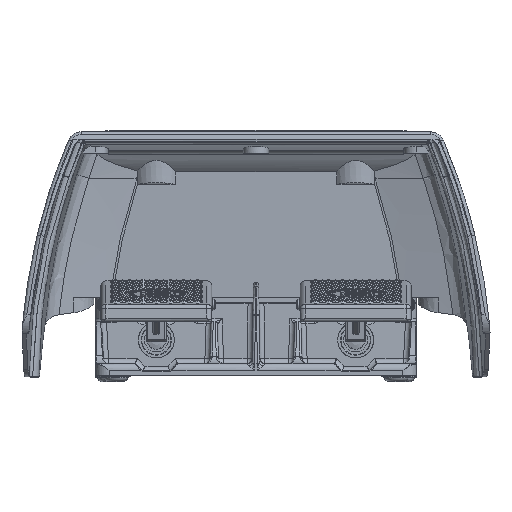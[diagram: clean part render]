
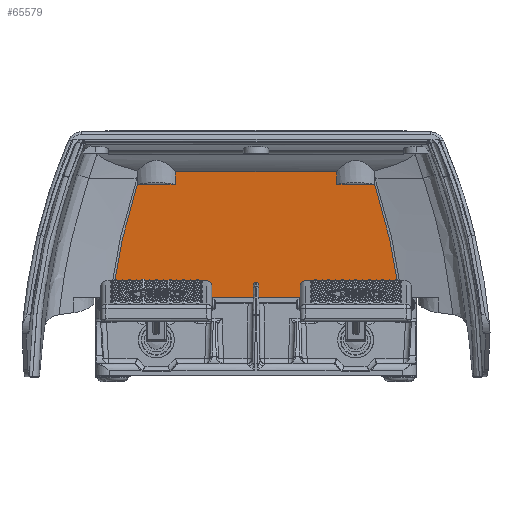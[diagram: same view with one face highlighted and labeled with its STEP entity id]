
A CAD part, top view. The second image highlights one B-rep face of the part: STEP entity #65579.
In plain terms, the highlighted planar face has unit normal (0, -0.035, 0.999).
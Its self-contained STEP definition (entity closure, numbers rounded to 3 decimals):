
#517=DIRECTION('',(1.,0.,0.));
#518=VECTOR('',#517,170.655);
#519=CARTESIAN_POINT('',(-85.327,46.,-99.));
#520=LINE('',#519,#518);
#589=CARTESIAN_POINT('',(-85.327,46.,-99.));
#590=CARTESIAN_POINT('',(-85.097,47.768,-98.938));
#591=CARTESIAN_POINT('',(-84.613,51.3,-98.815));
#592=CARTESIAN_POINT('',(-83.811,56.584,-98.63));
#593=CARTESIAN_POINT('',(-82.935,61.852,-98.446));
#594=CARTESIAN_POINT('',(-81.985,67.104,-98.263));
#595=CARTESIAN_POINT('',(-80.961,72.338,-98.08));
#596=CARTESIAN_POINT('',(-79.863,77.555,-97.898));
#597=CARTESIAN_POINT('',(-78.691,82.754,-97.717));
#598=CARTESIAN_POINT('',(-77.445,87.938,-97.536));
#599=CARTESIAN_POINT('',(-76.125,93.104,-97.355));
#600=CARTESIAN_POINT('',(-74.732,98.25,-97.175));
#601=CARTESIAN_POINT('',(-73.265,103.377,-96.996));
#602=CARTESIAN_POINT('',(-71.726,108.483,-96.818));
#603=CARTESIAN_POINT('',(-70.652,111.871,-96.7));
#604=CARTESIAN_POINT('',(-70.103,113.561,-96.641));
#609=CARTESIAN_POINT('',(-70.087,113.154,-96.655));
#610=CARTESIAN_POINT('',(-70.092,113.289,-96.65));
#611=CARTESIAN_POINT('',(-70.098,113.425,-96.645));
#612=CARTESIAN_POINT('',(-70.103,113.561,-96.641));
#617=DIRECTION('',(1.,0.,0.));
#618=VECTOR('',#617,22.174);
#619=CARTESIAN_POINT('',(-70.087,113.154,-96.655));
#620=LINE('',#619,#618);
#624=CARTESIAN_POINT('',(-47.624,120.545,-96.397));
#625=CARTESIAN_POINT('',(-47.656,119.718,-96.426));
#626=CARTESIAN_POINT('',(-47.721,118.069,-96.483));
#627=CARTESIAN_POINT('',(-47.817,115.605,-96.569));
#628=CARTESIAN_POINT('',(-47.881,113.97,-96.626));
#629=CARTESIAN_POINT('',(-47.913,113.154,-96.655));
#634=CARTESIAN_POINT('',(47.913,113.154,-96.655));
#635=CARTESIAN_POINT('',(47.881,113.97,-96.626));
#636=CARTESIAN_POINT('',(47.817,115.605,-96.569));
#637=CARTESIAN_POINT('',(47.721,118.069,-96.483));
#638=CARTESIAN_POINT('',(47.656,119.718,-96.426));
#639=CARTESIAN_POINT('',(47.624,120.545,-96.397));
#644=DIRECTION('',(1.,0.,0.));
#645=VECTOR('',#644,22.174);
#646=CARTESIAN_POINT('',(47.913,113.154,-96.655));
#647=LINE('',#646,#645);
#651=CARTESIAN_POINT('',(70.103,113.561,-96.641));
#652=CARTESIAN_POINT('',(70.098,113.425,-96.645));
#653=CARTESIAN_POINT('',(70.092,113.289,-96.65));
#654=CARTESIAN_POINT('',(70.087,113.154,-96.655));
#659=CARTESIAN_POINT('',(70.103,113.561,-96.641));
#660=CARTESIAN_POINT('',(70.652,111.871,-96.7));
#661=CARTESIAN_POINT('',(71.726,108.483,-96.818));
#662=CARTESIAN_POINT('',(73.265,103.377,-96.996));
#663=CARTESIAN_POINT('',(74.732,98.25,-97.175));
#664=CARTESIAN_POINT('',(76.125,93.104,-97.355));
#665=CARTESIAN_POINT('',(77.445,87.938,-97.536));
#666=CARTESIAN_POINT('',(78.691,82.754,-97.717));
#667=CARTESIAN_POINT('',(79.863,77.555,-97.898));
#668=CARTESIAN_POINT('',(80.961,72.338,-98.08));
#669=CARTESIAN_POINT('',(81.985,67.103,-98.263));
#670=CARTESIAN_POINT('',(82.935,61.852,-98.446));
#671=CARTESIAN_POINT('',(83.811,56.584,-98.63));
#672=CARTESIAN_POINT('',(84.613,51.3,-98.815));
#673=CARTESIAN_POINT('',(85.097,47.768,-98.938));
#674=CARTESIAN_POINT('',(85.327,46.,-99.));
#4061=CARTESIAN_POINT('',(70.103,113.561,-96.641));
#4195=DIRECTION('',(-1.,0.,0.));
#4196=VECTOR('',#4195,95.248);
#4197=CARTESIAN_POINT('',(47.624,120.545,-96.397));
#4198=LINE('',#4197,#4196);
#4538=CARTESIAN_POINT('',(-70.103,113.561,
-96.641));
#64220=CARTESIAN_POINT('',(-70.087,113.154,
-96.655));
#64221=CARTESIAN_POINT('',(-47.913,113.154,
-96.655));
#64222=VERTEX_POINT('',#64220);
#64223=VERTEX_POINT('',#64221);
#64224=VERTEX_POINT('',#624);
#64227=VERTEX_POINT('',#4538);
#64229=CARTESIAN_POINT('',(47.913,113.154,
-96.655));
#64230=CARTESIAN_POINT('',(70.087,113.154,
-96.655));
#64231=VERTEX_POINT('',#64229);
#64232=VERTEX_POINT('',#64230);
#64233=VERTEX_POINT('',#639);
#64235=VERTEX_POINT('',#4061);
#64856=CARTESIAN_POINT('',(-85.327,46.,-99.));
#64857=CARTESIAN_POINT('',(85.327,46.,-99.));
#64858=VERTEX_POINT('',#64856);
#64859=VERTEX_POINT('',#64857);
#65553=CARTESIAN_POINT('',(168.,34.811,-99.391));
#65554=DIRECTION('',(0.,0.035,-0.999));
#65555=DIRECTION('',(0.,0.999,0.035));
#65556=AXIS2_PLACEMENT_3D('',#65553,#65554,#65555);
#65557=PLANE('',#65556);
#65558=ORIENTED_EDGE('',*,*,#65523,.F.);
#65560=ORIENTED_EDGE('',*,*,#65559,.T.);
#65562=ORIENTED_EDGE('',*,*,#65561,.F.);
#65564=ORIENTED_EDGE('',*,*,#65563,.T.);
#65566=ORIENTED_EDGE('',*,*,#65565,.F.);
#65568=ORIENTED_EDGE('',*,*,#65567,.F.);
#65570=ORIENTED_EDGE('',*,*,#65569,.F.);
#65572=ORIENTED_EDGE('',*,*,#65571,.T.);
#65574=ORIENTED_EDGE('',*,*,#65573,.F.);
#65576=ORIENTED_EDGE('',*,*,#65575,.T.);
#65577=EDGE_LOOP('',(#65558,#65560,#65562,#65564,#65566,#65568,#65570,#65572,
#65574,#65576));
#65578=FACE_OUTER_BOUND('',#65577,.F.);
#605=B_SPLINE_CURVE_WITH_KNOTS('',3,(#589,#590,#591,#592,#593,#594,#595,#596,
#597,#598,#599,#600,#601,#602,#603,#604),.UNSPECIFIED.,.F.,.F.,(4,1,1,1,1,1,1,1,
1,1,1,1,1,4),(0.,0.077,0.154,0.231,
0.308,0.385,0.462,0.538,
0.615,0.692,0.769,0.846,
0.923,1.),.UNSPECIFIED.);
#613=B_SPLINE_CURVE_WITH_KNOTS('',3,(#609,#610,#611,#612),.UNSPECIFIED.,.F.,.F.,
(4,4),(0.,1.),.UNSPECIFIED.);
#630=B_SPLINE_CURVE_WITH_KNOTS('',3,(#624,#625,#626,#627,#628,#629),
.UNSPECIFIED.,.F.,.F.,(4,1,1,4),(0.,0.333,0.667,1.),
.UNSPECIFIED.);
#640=B_SPLINE_CURVE_WITH_KNOTS('',3,(#634,#635,#636,#637,#638,#639),
.UNSPECIFIED.,.F.,.F.,(4,1,1,4),(0.,0.333,0.667,1.),
.UNSPECIFIED.);
#655=B_SPLINE_CURVE_WITH_KNOTS('',3,(#651,#652,#653,#654),.UNSPECIFIED.,.F.,.F.,
(4,4),(0.,1.),.UNSPECIFIED.);
#675=B_SPLINE_CURVE_WITH_KNOTS('',3,(#659,#660,#661,#662,#663,#664,#665,#666,
#667,#668,#669,#670,#671,#672,#673,#674),.UNSPECIFIED.,.F.,.F.,(4,1,1,1,1,1,1,1,
1,1,1,1,1,4),(0.,0.077,0.154,0.231,
0.308,0.385,0.462,0.538,
0.615,0.692,0.769,0.846,
0.923,1.),.UNSPECIFIED.);
#65523=EDGE_CURVE('',#64858,#64859,#520,.T.);
#65559=EDGE_CURVE('',#64858,#64227,#605,.T.);
#65561=EDGE_CURVE('',#64222,#64227,#613,.T.);
#65563=EDGE_CURVE('',#64222,#64223,#620,.T.);
#65565=EDGE_CURVE('',#64224,#64223,#630,.T.);
#65567=EDGE_CURVE('',#64233,#64224,#4198,.T.);
#65569=EDGE_CURVE('',#64231,#64233,#640,.T.);
#65571=EDGE_CURVE('',#64231,#64232,#647,.T.);
#65573=EDGE_CURVE('',#64235,#64232,#655,.T.);
#65575=EDGE_CURVE('',#64235,#64859,#675,.T.);
#65579=ADVANCED_FACE('',(#65578),#65557,.F.);
